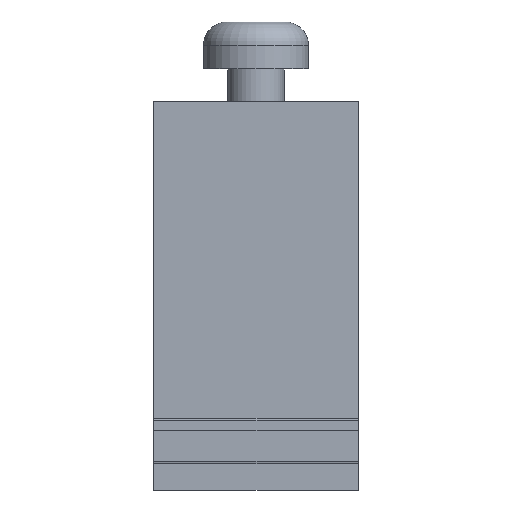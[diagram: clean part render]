
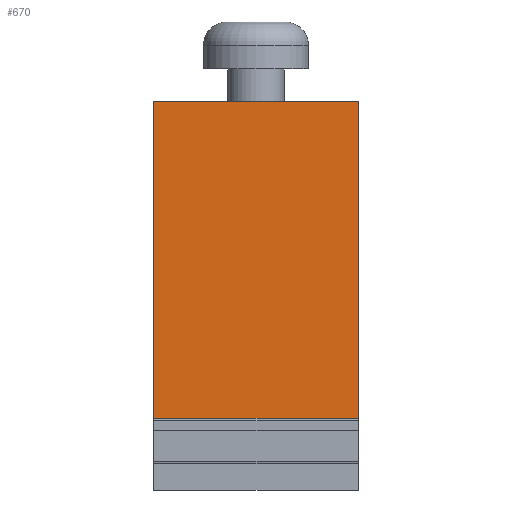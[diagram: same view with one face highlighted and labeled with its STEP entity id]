
A CAD part, left-side view. The second image highlights one B-rep face of the part: STEP entity #670.
In plain terms, the highlighted planar face has unit normal (-1, 0, 0).
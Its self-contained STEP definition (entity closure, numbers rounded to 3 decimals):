
#113 = VERTEX_POINT('',#114);
#114 = CARTESIAN_POINT('',(-21.245,5.,-1.6));
#120 = EDGE_CURVE('',#113,#121,#123,.T.);
#121 = VERTEX_POINT('',#122);
#122 = CARTESIAN_POINT('',(-21.245,-5.,-1.6));
#123 = LINE('',#124,#125);
#124 = CARTESIAN_POINT('',(-21.245,0.,-1.6));
#125 = VECTOR('',#126,1.);
#126 = DIRECTION('',(0.,-1.,0.));
#653 = VERTEX_POINT('',#654);
#654 = CARTESIAN_POINT('',(-21.245,5.,-17.101));
#660 = EDGE_CURVE('',#653,#113,#661,.T.);
#661 = LINE('',#662,#663);
#662 = CARTESIAN_POINT('',(-21.245,5.,-1.6));
#663 = VECTOR('',#664,1.);
#664 = DIRECTION('',(0.,0.,1.));
#670 = ADVANCED_FACE('',(#671),#689,.T.);
#671 = FACE_BOUND('',#672,.T.);
#672 = EDGE_LOOP('',(#673,#674,#675,#683));
#673 = ORIENTED_EDGE('',*,*,#120,.F.);
#674 = ORIENTED_EDGE('',*,*,#660,.F.);
#675 = ORIENTED_EDGE('',*,*,#676,.T.);
#676 = EDGE_CURVE('',#653,#677,#679,.T.);
#677 = VERTEX_POINT('',#678);
#678 = CARTESIAN_POINT('',(-21.245,-5.,-17.101));
#679 = LINE('',#680,#681);
#680 = CARTESIAN_POINT('',(-21.245,0.,-17.101));
#681 = VECTOR('',#682,1.);
#682 = DIRECTION('',(0.,-1.,0.));
#683 = ORIENTED_EDGE('',*,*,#684,.F.);
#684 = EDGE_CURVE('',#121,#677,#685,.T.);
#685 = LINE('',#686,#687);
#686 = CARTESIAN_POINT('',(-21.245,-5.,-1.6));
#687 = VECTOR('',#688,1.);
#688 = DIRECTION('',(0.,0.,-1.));
#689 = PLANE('',#690);
#690 = AXIS2_PLACEMENT_3D('',#691,#692,#693);
#691 = CARTESIAN_POINT('',(-21.245,0.,-17.101));
#692 = DIRECTION('',(-1.,0.,0.));
#693 = DIRECTION('',(0.,-1.,0.));
